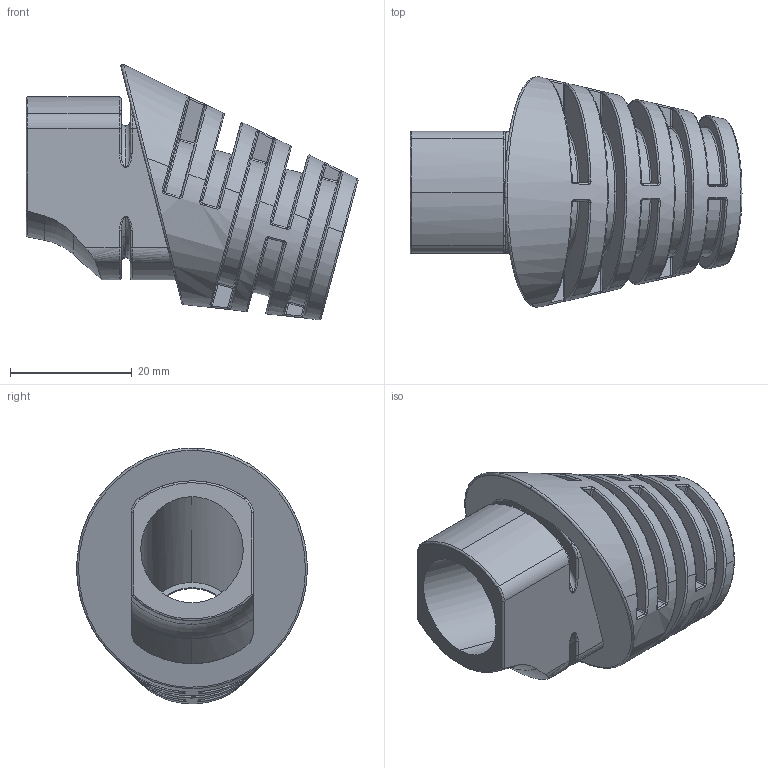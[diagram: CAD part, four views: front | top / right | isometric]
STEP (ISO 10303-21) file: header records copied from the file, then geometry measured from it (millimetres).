
FILE_DESCRIPTION (( 'STEP AP214' ), '1' );
FILE_NAME ('PB00000641-02.STEP', '2024-02-27T09:44:03', ( '' ), ( '' ), 'SwSTEP 2.0', 'SolidWorks 2018', '' );
FILE_SCHEMA (( 'AUTOMOTIVE_DESIGN' ));
Length unit declared in the file: millimetre
Products named in the file (1): PB00000641-02
Bounding box: 54.47 x 37.82 x 41.96 mm (x, y, z)
Volume: 17730.3 mm3; surface area: 11531.1 mm2
Topology: 1 solids, 1 shells, 332 faces, 794 edges, 447 vertices
Faces by surface type: bspline 120, cylinder 77, sphere 54, plane 42, torus 31, cone 8
Entity records: 16306 total; most frequent: CARTESIAN_POINT 9665, ORIENTED_EDGE 1508, DIRECTION 1246, EDGE_CURVE 754, AXIS2_PLACEMENT_3D 550, VERTEX_POINT 427, EDGE_LOOP 337, CIRCLE 337
